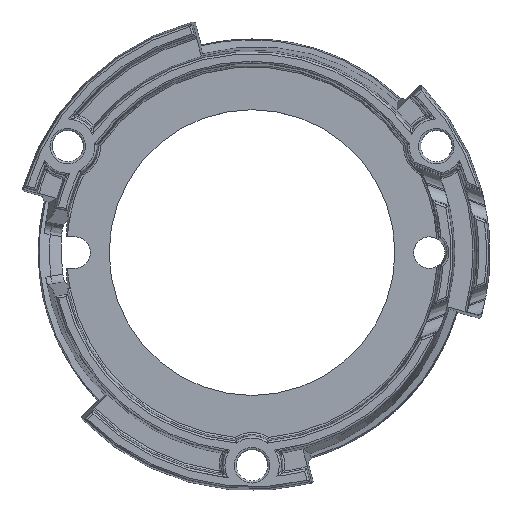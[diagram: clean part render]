
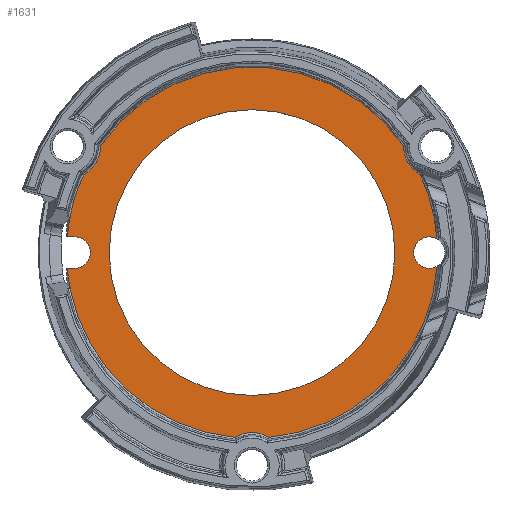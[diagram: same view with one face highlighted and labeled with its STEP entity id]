
A CAD part, top view. The second image highlights one B-rep face of the part: STEP entity #1631.
In plain terms, the highlighted planar face has unit normal (0, 0, 1).
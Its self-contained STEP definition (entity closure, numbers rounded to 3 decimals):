
#1631=ADVANCED_FACE('',(#3349,#3350),#3351,.F.);
#3349=FACE_OUTER_BOUND('',#10059,.T.);
#3350=FACE_BOUND('',#10060,.T.);
#3351=PLANE('',#10061);
#10059=EDGE_LOOP('',(#16020,#16021,#16022,#16023,#16024,#16025,#16026,#16027,#16028,#16029,#16030,#16031,#16032,#16033,#16034,#16035));
#10060=EDGE_LOOP('',(#16036));
#10061=AXIS2_PLACEMENT_3D('',#16037,#16038,#16039);
#16020=ORIENTED_EDGE('',*,*,#18996,.F.);
#16021=ORIENTED_EDGE('',*,*,#17065,.T.);
#16022=ORIENTED_EDGE('',*,*,#17724,.T.);
#16023=ORIENTED_EDGE('',*,*,#17727,.T.);
#16024=ORIENTED_EDGE('',*,*,#17731,.T.);
#16025=ORIENTED_EDGE('',*,*,#17734,.T.);
#16026=ORIENTED_EDGE('',*,*,#17068,.T.);
#16027=ORIENTED_EDGE('',*,*,#17277,.T.);
#16028=ORIENTED_EDGE('',*,*,#17279,.F.);
#16029=ORIENTED_EDGE('',*,*,#18997,.F.);
#16030=ORIENTED_EDGE('',*,*,#18998,.T.);
#16031=ORIENTED_EDGE('',*,*,#17286,.T.);
#16032=ORIENTED_EDGE('',*,*,#18999,.T.);
#16033=ORIENTED_EDGE('',*,*,#17690,.T.);
#16034=ORIENTED_EDGE('',*,*,#17721,.T.);
#16035=ORIENTED_EDGE('',*,*,#17695,.T.);
#16036=ORIENTED_EDGE('',*,*,#19000,.T.);
#16037=CARTESIAN_POINT('',(-19.824,7.664,0.4));
#16038=DIRECTION('',(0.,0.,-1.0));
#16039=DIRECTION('',(-1.0,0.0,0.));
#17065=EDGE_CURVE('',#19367,#19365,#19368,.F.);
#17068=EDGE_CURVE('',#19371,#19372,#19373,.F.);
#17277=EDGE_CURVE('',#19372,#19749,#19751,.T.);
#17279=EDGE_CURVE('',#19753,#19749,#19754,.T.);
#17286=EDGE_CURVE('',#19766,#19764,#19767,.T.);
#17690=EDGE_CURVE('',#20402,#20400,#20403,.F.);
#17695=EDGE_CURVE('',#20410,#20408,#20411,.F.);
#17721=EDGE_CURVE('',#20400,#20410,#20442,.T.);
#17724=EDGE_CURVE('',#19365,#20444,#20446,.T.);
#17727=EDGE_CURVE('',#20444,#20449,#20451,.F.);
#17731=EDGE_CURVE('',#20449,#20455,#20457,.T.);
#17734=EDGE_CURVE('',#20455,#19371,#20460,.F.);
#18996=EDGE_CURVE('',#19367,#20408,#22233,.F.);
#18997=EDGE_CURVE('',#22234,#19753,#22235,.F.);
#18998=EDGE_CURVE('',#22234,#19766,#22236,.T.);
#18999=EDGE_CURVE('',#19764,#20402,#22237,.F.);
#19000=EDGE_CURVE('',#22238,#22238,#22239,.T.);
#19365=VERTEX_POINT('',#23000);
#19367=VERTEX_POINT('',#23007);
#19368=CIRCLE('',#23008,18.3);
#19371=VERTEX_POINT('',#23016);
#19372=VERTEX_POINT('',#23017);
#19373=LINE('',#23018,#23019);
#19749=VERTEX_POINT('',#23987);
#19751=CIRCLE('',#23995,18.29);
#19753=VERTEX_POINT('',#23997);
#19754=LINE('',#23998,#23999);
#19764=VERTEX_POINT('',#24011);
#19766=VERTEX_POINT('',#24013);
#19767=CIRCLE('',#24014,18.29);
#20400=VERTEX_POINT('',#25468);
#20402=VERTEX_POINT('',#25475);
#20403=CIRCLE('',#25476,18.31);
#20408=VERTEX_POINT('',#25486);
#20410=VERTEX_POINT('',#25493);
#20411=CIRCLE('',#25494,18.31);
#20442=CIRCLE('',#25571,3.24);
#20444=VERTEX_POINT('',#25573);
#20446=CIRCLE('',#25580,3.24);
#20449=VERTEX_POINT('',#25583);
#20451=CIRCLE('',#25590,18.31);
#20455=VERTEX_POINT('',#25594);
#20457=CIRCLE('',#25601,3.24);
#20460=CIRCLE('',#25604,18.31);
#22233=CIRCLE('',#29649,1.55);
#22234=VERTEX_POINT('',#29650);
#22235=CIRCLE('',#29651,1.55);
#22236=LINE('',#29652,#29653);
#22237=LINE('',#29654,#29655);
#22238=VERTEX_POINT('',#29656);
#22239=CIRCLE('',#29657,14.1);
#23000=CARTESIAN_POINT('',(16.617,7.666,0.4));
#23007=CARTESIAN_POINT('',(18.25,1.357,0.4));
#23008=AXIS2_PLACEMENT_3D('',#30125,#30126,#30127);
#23016=CARTESIAN_POINT('',(-17.974,3.492,0.4));
#23017=CARTESIAN_POINT('',(-17.954,3.488,0.4));
#23018=CARTESIAN_POINT('',(0.055,0.313,0.4));
#23019=VECTOR('',#30128,1.0);
#23987=CARTESIAN_POINT('',(-18.224,1.55,0.4));
#23995=AXIS2_PLACEMENT_3D('',#30299,#30300,#30301);
#23997=CARTESIAN_POINT('',(-17.5,1.55,0.4));
#23998=CARTESIAN_POINT('',(-17.5,1.55,0.4));
#23999=VECTOR('',#30302,1.0);
#24011=CARTESIAN_POINT('',(-17.954,-3.488,0.4));
#24013=CARTESIAN_POINT('',(-18.224,-1.55,0.4));
#24014=AXIS2_PLACEMENT_3D('',#30314,#30315,#30316);
#25468=CARTESIAN_POINT('',(-1.684,-18.233,0.4));
#25475=CARTESIAN_POINT('',(-17.974,-3.492,0.4));
#25476=AXIS2_PLACEMENT_3D('',#30678,#30679,#30680);
#25486=CARTESIAN_POINT('',(18.26,-1.351,0.4));
#25493=CARTESIAN_POINT('',(1.684,-18.233,0.4));
#25494=AXIS2_PLACEMENT_3D('',#30684,#30685,#30686);
#25571=AXIS2_PLACEMENT_3D('',#30711,#30712,#30713);
#25573=CARTESIAN_POINT('',(14.948,10.575,0.4));
#25580=AXIS2_PLACEMENT_3D('',#30714,#30715,#30716);
#25583=CARTESIAN_POINT('',(-14.948,10.575,0.4));
#25590=AXIS2_PLACEMENT_3D('',#30717,#30718,#30719);
#25594=CARTESIAN_POINT('',(-16.632,7.657,0.4));
#25601=AXIS2_PLACEMENT_3D('',#30723,#30724,#30725);
#25604=AXIS2_PLACEMENT_3D('',#30729,#30730,#30731);
#29649=AXIS2_PLACEMENT_3D('',#31541,#31542,#31543);
#29650=CARTESIAN_POINT('',(-17.5,-1.55,0.4));
#29651=AXIS2_PLACEMENT_3D('',#31544,#31545,#31546);
#29652=CARTESIAN_POINT('',(-17.5,-1.55,0.4));
#29653=VECTOR('',#31547,1.0);
#29654=CARTESIAN_POINT('',(0.055,-0.313,0.4));
#29655=VECTOR('',#31548,1.0);
#29656=CARTESIAN_POINT('',(-14.1,0.,0.4));
#29657=AXIS2_PLACEMENT_3D('',#31549,#31550,#31551);
#30125=CARTESIAN_POINT('',(0.,0.,0.4));
#30126=DIRECTION('',(0.,0.,-1.0));
#30127=DIRECTION('',(-1.0,0.0,0.));
#30128=DIRECTION('',(-0.985,0.174,0.));
#30299=CARTESIAN_POINT('',(0.,0.,0.4));
#30300=DIRECTION('',(0.,0.,1.0));
#30301=DIRECTION('',(0.,1.0,0.));
#30302=DIRECTION('',(-1.0,0.,0.));
#30314=CARTESIAN_POINT('',(0.,0.,0.4));
#30315=DIRECTION('',(0.,0.,1.0));
#30316=DIRECTION('',(0.,1.0,0.));
#30678=CARTESIAN_POINT('',(0.,0.,0.4));
#30679=DIRECTION('',(0.,0.,-1.0));
#30680=DIRECTION('',(-1.0,0.0,0.));
#30684=CARTESIAN_POINT('',(0.,0.,0.4));
#30685=DIRECTION('',(0.,0.,-1.0));
#30686=DIRECTION('',(-1.0,0.0,0.));
#30711=CARTESIAN_POINT('',(0.,-21.0,0.4));
#30712=DIRECTION('',(0.,0.,-1.0));
#30713=DIRECTION('',(-1.0,0.0,0.));
#30714=CARTESIAN_POINT('',(18.187,10.5,0.4));
#30715=DIRECTION('',(0.,0.,-1.0));
#30716=DIRECTION('',(-1.0,0.0,0.));
#30717=CARTESIAN_POINT('',(0.,0.,0.4));
#30718=DIRECTION('',(0.,0.,-1.0));
#30719=DIRECTION('',(-1.0,0.0,0.));
#30723=CARTESIAN_POINT('',(-18.187,10.5,0.4));
#30724=DIRECTION('',(0.,0.,-1.0));
#30725=DIRECTION('',(-1.0,0.0,0.));
#30729=CARTESIAN_POINT('',(0.,0.,0.4));
#30730=DIRECTION('',(0.,0.,-1.0));
#30731=DIRECTION('',(-1.0,0.0,0.));
#31541=CARTESIAN_POINT('',(17.5,0.,0.4));
#31542=DIRECTION('',(0.,0.,-1.0));
#31543=DIRECTION('',(-1.0,0.,0.));
#31544=CARTESIAN_POINT('',(-17.5,0.,0.4));
#31545=DIRECTION('',(0.,0.,-1.0));
#31546=DIRECTION('',(-1.0,0.,0.));
#31547=DIRECTION('',(-1.0,0.,0.));
#31548=DIRECTION('',(0.985,0.174,0.));
#31549=CARTESIAN_POINT('',(0.,0.,0.4));
#31550=DIRECTION('',(0.,0.,-1.0));
#31551=DIRECTION('',(-1.0,0.,0.));
